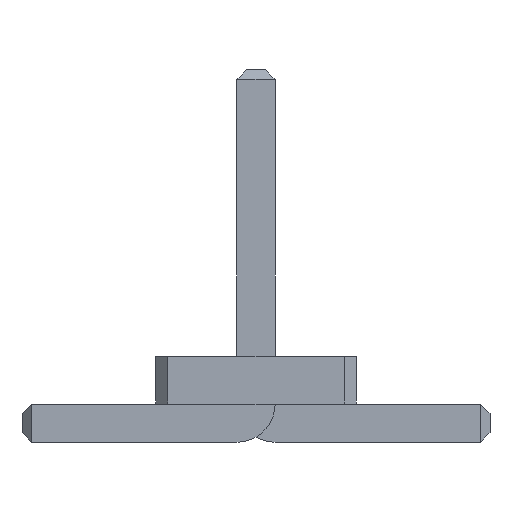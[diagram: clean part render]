
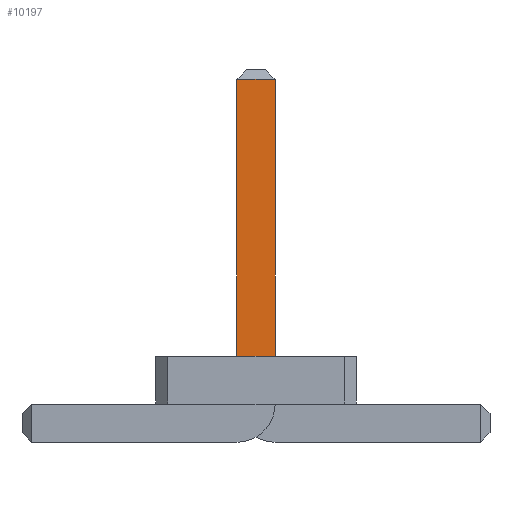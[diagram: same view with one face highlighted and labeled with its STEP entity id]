
A CAD part, front view. The second image highlights one B-rep face of the part: STEP entity #10197.
In plain terms, the highlighted planar face has unit normal (0, -1, 0).
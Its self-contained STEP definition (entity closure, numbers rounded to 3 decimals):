
#3841 = VERTEX_POINT('',#3842);
#3842 = CARTESIAN_POINT('',(-0.2,-12.9,0.9));
#3848 = EDGE_CURVE('',#3841,#3849,#3851,.T.);
#3849 = VERTEX_POINT('',#3850);
#3850 = CARTESIAN_POINT('',(0.2,-12.9,0.9));
#3851 = LINE('',#3852,#3853);
#3852 = CARTESIAN_POINT('',(-0.362,-12.9,0.9));
#3853 = VECTOR('',#3854,1.);
#3854 = DIRECTION('',(1.,0.,0.));
#10179 = EDGE_CURVE('',#3849,#10180,#10182,.T.);
#10180 = VERTEX_POINT('',#10181);
#10181 = CARTESIAN_POINT('',(0.2,-12.9,3.8));
#10182 = LINE('',#10183,#10184);
#10183 = CARTESIAN_POINT('',(0.2,-12.9,0.));
#10184 = VECTOR('',#10185,1.);
#10185 = DIRECTION('',(0.,0.,1.));
#10197 = ADVANCED_FACE('',(#10198),#10216,.F.);
#10198 = FACE_BOUND('',#10199,.F.);
#10199 = EDGE_LOOP('',(#10200,#10201,#10202,#10210));
#10200 = ORIENTED_EDGE('',*,*,#10179,.F.);
#10201 = ORIENTED_EDGE('',*,*,#3848,.F.);
#10202 = ORIENTED_EDGE('',*,*,#10203,.F.);
#10203 = EDGE_CURVE('',#10204,#3841,#10206,.T.);
#10204 = VERTEX_POINT('',#10205);
#10205 = CARTESIAN_POINT('',(-0.2,-12.9,3.8));
#10206 = LINE('',#10207,#10208);
#10207 = CARTESIAN_POINT('',(-0.2,-12.9,3.9));
#10208 = VECTOR('',#10209,1.);
#10209 = DIRECTION('',(0.,0.,-1.));
#10210 = ORIENTED_EDGE('',*,*,#10211,.F.);
#10211 = EDGE_CURVE('',#10180,#10204,#10212,.T.);
#10212 = LINE('',#10213,#10214);
#10213 = CARTESIAN_POINT('',(0.2,-12.9,3.8));
#10214 = VECTOR('',#10215,1.);
#10215 = DIRECTION('',(-1.,0.,0.));
#10216 = PLANE('',#10217);
#10217 = AXIS2_PLACEMENT_3D('',#10218,#10219,#10220);
#10218 = CARTESIAN_POINT('',(0.2,-12.9,3.9));
#10219 = DIRECTION('',(0.,1.,0.));
#10220 = DIRECTION('',(0.,0.,1.));
